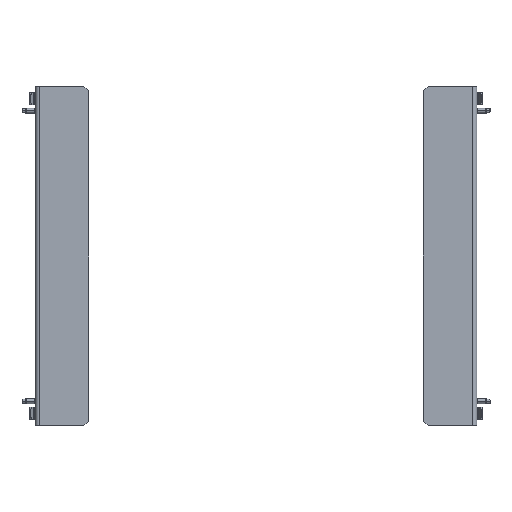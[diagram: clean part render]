
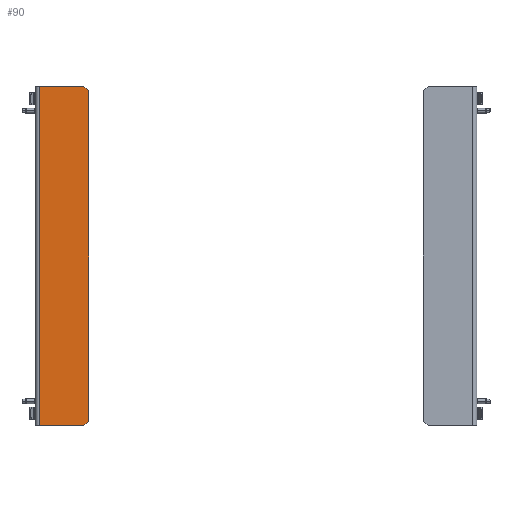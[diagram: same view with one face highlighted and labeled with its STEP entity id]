
A CAD part, front view. The second image highlights one B-rep face of the part: STEP entity #90.
In plain terms, the highlighted planar face has unit normal (0, -1, 0).
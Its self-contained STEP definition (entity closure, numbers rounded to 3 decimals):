
#23 = ORIENTED_EDGE ( 'NONE', *, *, #1516, .T. ) ;
#90 = ADVANCED_FACE ( 'NONE', ( #4972 ), #3341, .F. ) ;
#111 = VECTOR ( 'NONE', #3956, 1000. ) ;
#411 = CARTESIAN_POINT ( 'NONE',  ( 170.5, -16., 53. ) ) ;
#413 = CARTESIAN_POINT ( 'NONE',  ( -175.5, -16., 48. ) ) ;
#483 = LINE ( 'NONE', #411, #1409 ) ;
#524 = VERTEX_POINT ( 'NONE', #3773 ) ;
#1008 = CARTESIAN_POINT ( 'NONE',  ( 175.5, -16., 48. ) ) ;
#1009 = DIRECTION ( 'NONE',  ( 0., 0., -1. ) ) ;
#1124 = ORIENTED_EDGE ( 'NONE', *, *, #1182, .T. ) ;
#1147 = CARTESIAN_POINT ( 'NONE',  ( 175.5, -16., 2. ) ) ;
#1182 = EDGE_CURVE ( 'NONE', #4844, #2792, #3567, .T. ) ;
#1262 = DIRECTION ( 'NONE',  ( -0.707, 0., 0.707 ) ) ;
#1409 = VECTOR ( 'NONE', #1262, 1000. ) ;
#1516 = EDGE_CURVE ( 'NONE', #524, #4616, #4434, .T. ) ;
#1539 = DIRECTION ( 'NONE',  ( 0., 0., 1. ) ) ;
#1931 = CARTESIAN_POINT ( 'NONE',  ( -175.5, -16., 0. ) ) ;
#1997 = VECTOR ( 'NONE', #4614, 1000. ) ;
#2209 = CARTESIAN_POINT ( 'NONE',  ( -170.5, -16., 53. ) ) ;
#2377 = CARTESIAN_POINT ( 'NONE',  ( -175.5, -16., 2. ) ) ;
#2389 = ORIENTED_EDGE ( 'NONE', *, *, #3570, .F. ) ;
#2470 = EDGE_CURVE ( 'NONE', #2792, #524, #483, .T. ) ;
#2698 = CARTESIAN_POINT ( 'NONE',  ( 0., -16., 53. ) ) ;
#2732 = LINE ( 'NONE', #5416, #1997 ) ;
#2792 = VERTEX_POINT ( 'NONE', #1008 ) ;
#2893 = CARTESIAN_POINT ( 'NONE',  ( -175.5, -16., 48. ) ) ;
#3198 = CARTESIAN_POINT ( 'NONE',  ( 175.5, -16., 0. ) ) ;
#3320 = DIRECTION ( 'NONE',  ( 0., 0., 1. ) ) ;
#3326 = ORIENTED_EDGE ( 'NONE', *, *, #2470, .T. ) ;
#3341 = PLANE ( 'NONE',  #3429 ) ;
#3397 = DIRECTION ( 'NONE',  ( -0.707, 0., -0.707 ) ) ;
#3429 = AXIS2_PLACEMENT_3D ( 'NONE', #5443, #3785, #3320 ) ;
#3556 = VERTEX_POINT ( 'NONE', #2377 ) ;
#3567 = LINE ( 'NONE', #3198, #4105 ) ;
#3570 = EDGE_CURVE ( 'NONE', #4844, #3556, #2732, .T. ) ;
#3654 = VECTOR ( 'NONE', #3397, 1000. ) ;
#3773 = CARTESIAN_POINT ( 'NONE',  ( 170.5, -16., 53. ) ) ;
#3785 = DIRECTION ( 'NONE',  ( 0., 1., 0. ) ) ;
#3956 = DIRECTION ( 'NONE',  ( -1., 0., 0. ) ) ;
#4054 = LINE ( 'NONE', #1931, #5458 ) ;
#4058 = LINE ( 'NONE', #413, #3654 ) ;
#4105 = VECTOR ( 'NONE', #1539, 1000. ) ;
#4344 = ORIENTED_EDGE ( 'NONE', *, *, #4359, .T. ) ;
#4359 = EDGE_CURVE ( 'NONE', #4616, #4466, #4058, .T. ) ;
#4434 = LINE ( 'NONE', #2698, #111 ) ;
#4466 = VERTEX_POINT ( 'NONE', #2893 ) ;
#4583 = ORIENTED_EDGE ( 'NONE', *, *, #4757, .T. ) ;
#4614 = DIRECTION ( 'NONE',  ( -1., 0., 0. ) ) ;
#4616 = VERTEX_POINT ( 'NONE', #2209 ) ;
#4747 = EDGE_LOOP ( 'NONE', ( #1124, #3326, #23, #4344, #4583, #2389 ) ) ;
#4757 = EDGE_CURVE ( 'NONE', #4466, #3556, #4054, .T. ) ;
#4844 = VERTEX_POINT ( 'NONE', #1147 ) ;
#4972 = FACE_OUTER_BOUND ( 'NONE', #4747, .T. ) ;
#5416 = CARTESIAN_POINT ( 'NONE',  ( -175.5, -16., 2. ) ) ;
#5443 = CARTESIAN_POINT ( 'NONE',  ( 0., -16., 0. ) ) ;
#5458 = VECTOR ( 'NONE', #1009, 1000. ) ;
